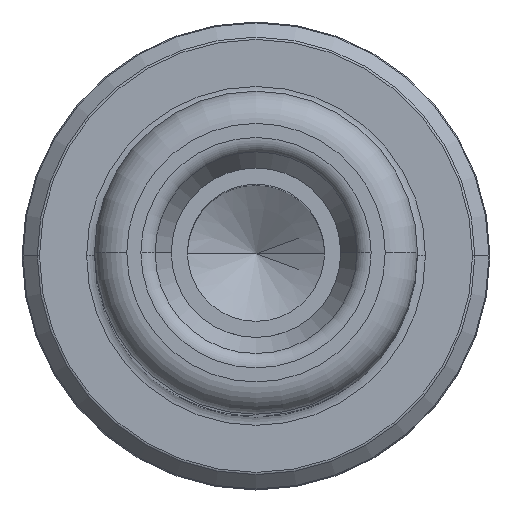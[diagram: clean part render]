
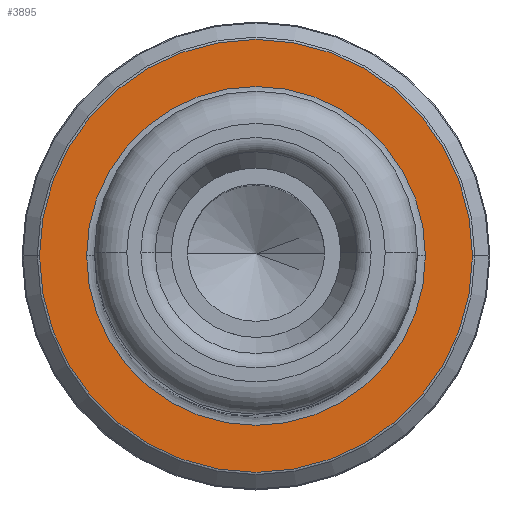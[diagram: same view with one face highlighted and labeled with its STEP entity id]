
A CAD part, top view. The second image highlights one B-rep face of the part: STEP entity #3895.
In plain terms, the highlighted planar face has unit normal (0, 0, 1).
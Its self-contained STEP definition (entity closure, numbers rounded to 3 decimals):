
#49 = CARTESIAN_POINT ( 'NONE',  ( 0., 0., 20. ) ) ;
#78 = CARTESIAN_POINT ( 'NONE',  ( 0., 0., 20. ) ) ;
#103 = EDGE_CURVE ( 'NONE', #2768, #2002, #3840, .T. ) ;
#159 = CIRCLE ( 'NONE', #2111, 10.5 ) ;
#311 = DIRECTION ( 'NONE',  ( 0., 0., -1. ) ) ;
#578 = DIRECTION ( 'NONE',  ( -1., 0., 0. ) ) ;
#655 = EDGE_CURVE ( 'NONE', #2609, #2207, #1729, .T. ) ;
#674 = CARTESIAN_POINT ( 'NONE',  ( -10.5, 0., 20. ) ) ;
#898 = EDGE_LOOP ( 'NONE', ( #1194, #3373 ) ) ;
#957 = AXIS2_PLACEMENT_3D ( 'NONE', #2084, #2994, #3056 ) ;
#984 = PLANE ( 'NONE',  #2048 ) ;
#1000 = DIRECTION ( 'NONE',  ( -1., 0., 0. ) ) ;
#1001 = FACE_BOUND ( 'NONE', #898, .T. ) ;
#1083 = CIRCLE ( 'NONE', #957, 13.417 ) ;
#1183 = CARTESIAN_POINT ( 'NONE',  ( 0., 0., 20. ) ) ;
#1194 = ORIENTED_EDGE ( 'NONE', *, *, #3233, .T. ) ;
#1368 = CARTESIAN_POINT ( 'NONE',  ( 13.417, 0., 20. ) ) ;
#1429 = CARTESIAN_POINT ( 'NONE',  ( -13.417, 0., 20. ) ) ;
#1503 = AXIS2_PLACEMENT_3D ( 'NONE', #78, #1587, #3760 ) ;
#1587 = DIRECTION ( 'NONE',  ( 0., 0., 1. ) ) ;
#1592 = FACE_OUTER_BOUND ( 'NONE', #3574, .T. ) ;
#1729 = CIRCLE ( 'NONE', #3994, 10.5 ) ;
#2002 = VERTEX_POINT ( 'NONE', #1429 ) ;
#2048 = AXIS2_PLACEMENT_3D ( 'NONE', #2239, #2520, #2482 ) ;
#2084 = CARTESIAN_POINT ( 'NONE',  ( 0., 0., 20. ) ) ;
#2111 = AXIS2_PLACEMENT_3D ( 'NONE', #1183, #311, #578 ) ;
#2207 = VERTEX_POINT ( 'NONE', #674 ) ;
#2239 = CARTESIAN_POINT ( 'NONE',  ( 0., 0., 20. ) ) ;
#2482 = DIRECTION ( 'NONE',  ( 1., 0., 0. ) ) ;
#2520 = DIRECTION ( 'NONE',  ( 0., 0., 1. ) ) ;
#2609 = VERTEX_POINT ( 'NONE', #2925 ) ;
#2768 = VERTEX_POINT ( 'NONE', #1368 ) ;
#2925 = CARTESIAN_POINT ( 'NONE',  ( 10.5, 0., 20. ) ) ;
#2994 = DIRECTION ( 'NONE',  ( 0., 0., 1. ) ) ;
#3056 = DIRECTION ( 'NONE',  ( 1., 0., 0. ) ) ;
#3233 = EDGE_CURVE ( 'NONE', #2207, #2609, #159, .T. ) ;
#3351 = ORIENTED_EDGE ( 'NONE', *, *, #3680, .T. ) ;
#3373 = ORIENTED_EDGE ( 'NONE', *, *, #655, .T. ) ;
#3448 = DIRECTION ( 'NONE',  ( 0., 0., -1. ) ) ;
#3574 = EDGE_LOOP ( 'NONE', ( #3874, #3351 ) ) ;
#3680 = EDGE_CURVE ( 'NONE', #2002, #2768, #1083, .T. ) ;
#3760 = DIRECTION ( 'NONE',  ( 1., 0., 0. ) ) ;
#3840 = CIRCLE ( 'NONE', #1503, 13.417 ) ;
#3874 = ORIENTED_EDGE ( 'NONE', *, *, #103, .T. ) ;
#3895 = ADVANCED_FACE ( 'NONE', ( #1001, #1592 ), #984, .T. ) ;
#3994 = AXIS2_PLACEMENT_3D ( 'NONE', #49, #3448, #1000 ) ;
